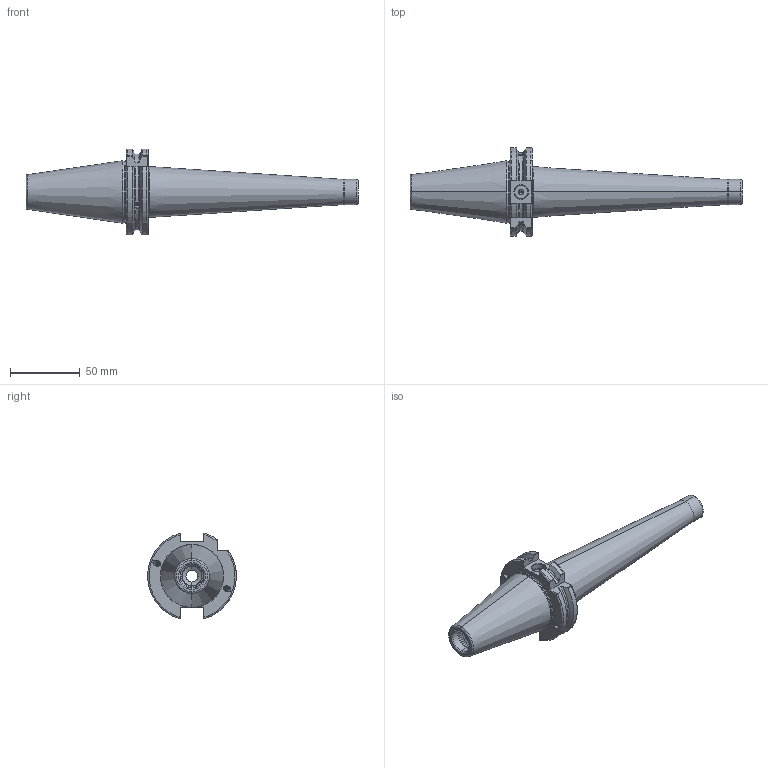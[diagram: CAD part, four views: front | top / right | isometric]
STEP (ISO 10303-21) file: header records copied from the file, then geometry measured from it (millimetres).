
FILE_DESCRIPTION (( 'STEP AP203' ), '1' );
FILE_NAME ('403.06.10.5.STEP', '2016-07-25T03:23:46', ( '' ), ( '' ), 'SwSTEP 2.0', 'SolidWorks 2012', '' );
FILE_SCHEMA (( 'CONFIG_CONTROL_DESIGN' ));
Length unit declared in the file: millimetre
Products named in the file (1): 403.06.10.5
Bounding box: 237.4 x 63.33 x 61.24 mm (x, y, z)
Volume: 164507.5 mm3; surface area: 40573.2 mm2
Topology: 1 solids, 1 shells, 278 faces, 759 edges, 472 vertices
Faces by surface type: cylinder 128, plane 52, torus 38, cone 35, bspline 25
Entity records: 17740 total; most frequent: CARTESIAN_POINT 11522, ORIENTED_EDGE 1490, DIRECTION 1068, EDGE_CURVE 745, VERTEX_POINT 472, AXIS2_PLACEMENT_3D 420, EDGE_LOOP 291, FACE_OUTER_BOUND 278
